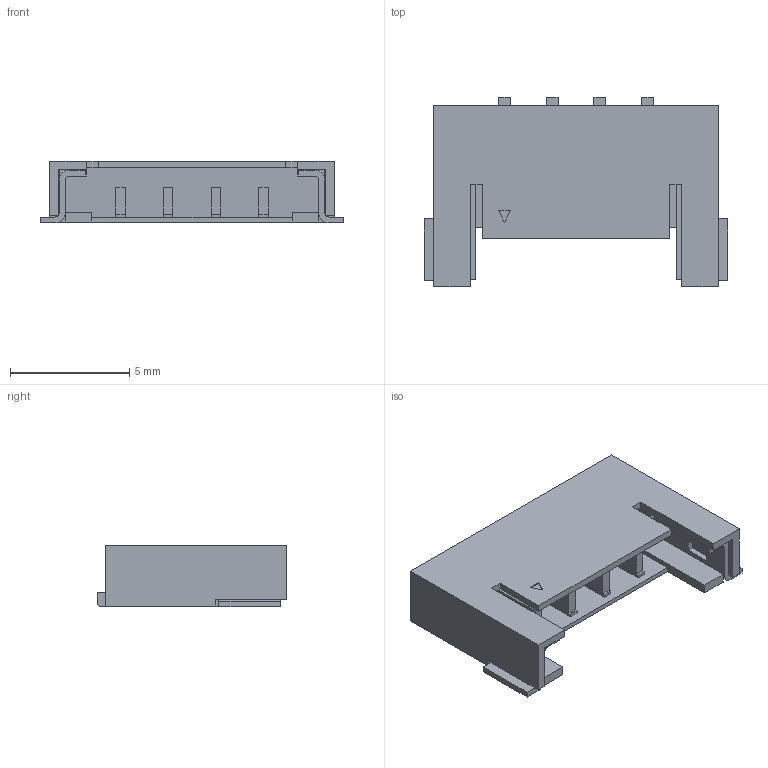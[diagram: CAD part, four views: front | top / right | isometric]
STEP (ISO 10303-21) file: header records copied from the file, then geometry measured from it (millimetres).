
FILE_DESCRIPTION(/* description */ (''),/* implementation_level */ '2;1');
FILE_NAME(/* name */ '2053380004wbm000_01_214.stp',/* time_stamp */ '2023-10-18T15:34:22+05:00',/* author */ (''),/* organization */ (''),/* preprocessor_version */ 'ST-DEVELOPER v16.7',/* originating_system */ 'SIEMENS PLM Software NX 1919',/* authorisation */ '');
FILE_SCHEMA (('AUTOMOTIVE_DESIGN { 1 0 10303 214 3 1 1 1 }'));
Length unit declared in the file: millimetre
Products named in the file (1): 2053380004wbm000_01
Bounding box: 12.75 x 7.95 x 2.6 mm (x, y, z)
Volume: 113 mm3; surface area: 429.1 mm2
Topology: 1 solids, 1 shells, 178 faces, 541 edges, 356 vertices
Faces by surface type: plane 160, cylinder 18
Entity records: 5999 total; most frequent: ORIENTED_EDGE 1082, CARTESIAN_POINT 1076, DIRECTION 937, EDGE_CURVE 541, LINE 503, VECTOR 503, VERTEX_POINT 356, AXIS2_PLACEMENT_3D 217
